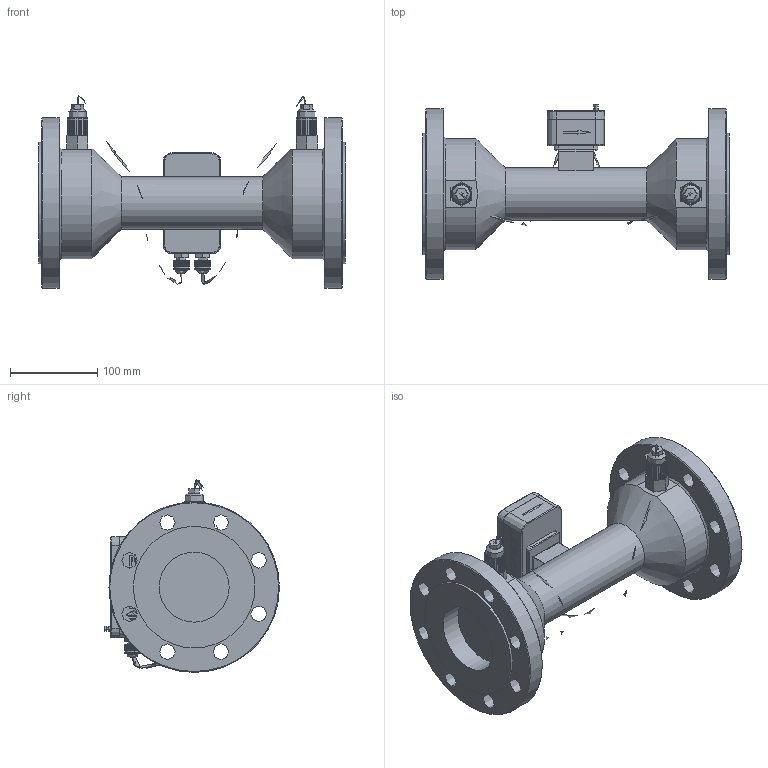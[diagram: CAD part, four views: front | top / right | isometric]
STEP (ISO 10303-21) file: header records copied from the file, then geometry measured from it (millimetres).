
FILE_DESCRIPTION(/* description */ (''),/* implementation_level */ '2;1');
FILE_NAME(/* name */ 'DN80.stp',/* time_stamp */ '2015-07-29T11:20:01+03:00',/* author */ ('ZavodPSI'),/* organization */ (''),/* preprocessor_version */ 'ST-DEVELOPER v15.6',/* originating_system */ 'Autodesk Inventor 2015',/* authorisation */ '');
FILE_SCHEMA (('AUTOMOTIVE_DESIGN { 1 0 10303 214 3 1 1 }'));
Length unit declared in the file: millimetre
Products named in the file (1): DN80
Bounding box: 350 x 200 x 220.54 mm (x, y, z)
Volume: 3241832.7 mm3; surface area: 309157.4 mm2
Topology: 39 solids, 39 shells, 1028 faces, 2742 edges, 1811 vertices
Faces by surface type: plane 734, cylinder 238, bspline 38, torus 12, cone 6
Full cylindrical faces by diameter (mm): 2 x1, 4 x3, 6 x2, 10 x1, 12 x2, 14 x2, 18 x16, 21 x2, 60 x1, 80 x2, 139 x2, 195 x2
Entity records: 35384 total; most frequent: CARTESIAN_POINT 8568, ORIENTED_EDGE 5392, DIRECTION 5105, EDGE_CURVE 2696, LINE 2117, VECTOR 2117, VERTEX_POINT 1809, AXIS2_PLACEMENT_3D 1494
